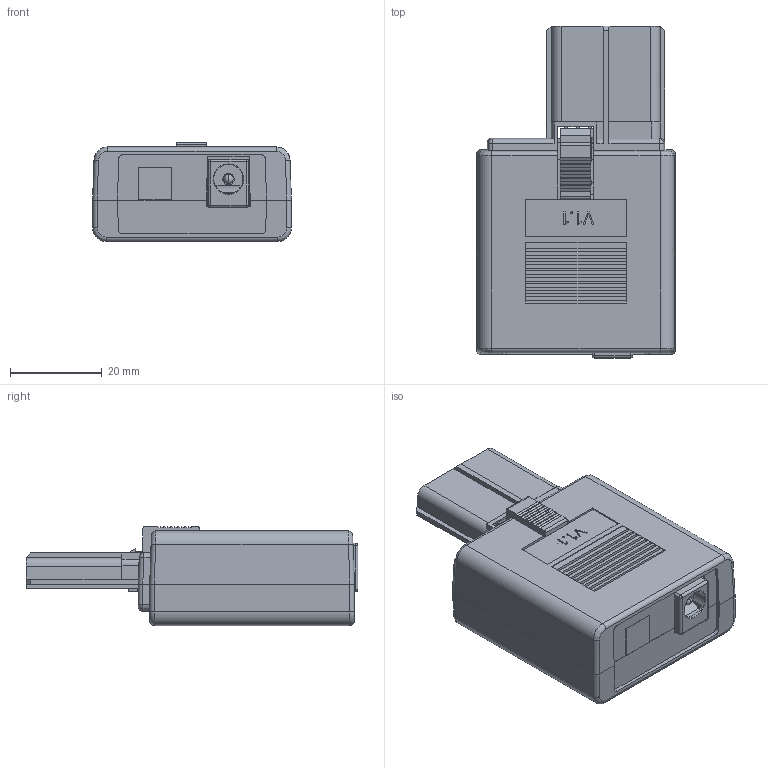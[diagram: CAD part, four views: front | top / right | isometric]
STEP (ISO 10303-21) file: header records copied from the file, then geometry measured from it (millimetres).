
FILE_DESCRIPTION((''),'2;1');
FILE_NAME('ASSTS04','2024-10-28T',(''),(''),'PRO/ENGINEER BY PARAMETRIC TECHNOLOGY CORPORATION, 2003250','PRO/ENGINEER BY PARAMETRIC TECHNOLOGY CORPORATION, 2003250','');
FILE_SCHEMA(('CONFIG_CONTROL_DESIGN'));
Length unit declared in the file: millimetre
Products named in the file (22): TOP_09; BOTTOM_01; 22759-SPKT-NO; LABEL-WITH-DESIGN-VERSION_1; 90122-0928; FILLET5; BARREL_CONNECTOR; CENTER_PIN; CHAMFER2; FILLET4; TERMINAL_1_BRACE; DC_POWER_JACK_5_5MM_X_2_1MM_ANY_ASM; ASSEMBLY_-_DC_POWER_JACK_ASM; PIN; BARREL; SOLID3; RESISTOR_THT_0_25W_ASM; 1N4001_ASM; TOP_SLOT_PCB_01; ASSEMBLY_-_TOP_SLOT_PCB_ASM; REAR_COVER_00; ASSTS04
Assembly tree (21 placements, depth 5):
  ASSTS04
    TOP_09
    BOTTOM_01
    22759-SPKT-NO
    LABEL-WITH-DESIGN-VERSION_1
    ASSEMBLY_-_TOP_SLOT_PCB_ASM
      90122-0928
      ASSEMBLY_-_DC_POWER_JACK_ASM
        DC_POWER_JACK_5_5MM_X_2_1MM_ANY_ASM
          FILLET5
          BARREL_CONNECTOR
          CENTER_PIN
          CHAMFER2
          FILLET4
          TERMINAL_1_BRACE
      1N4001_ASM
        RESISTOR_THT_0_25W_ASM
          PIN
          BARREL
          SOLID3
      TOP_SLOT_PCB_01
    REAR_COVER_00
Bounding box: 43.41 x 72.48 x 21.66 mm (x, y, z)
Volume: 17824 mm3; surface area: 24821.2 mm2
Topology: 17 solids, 17 shells, 1499 faces, 3861 edges, 2451 vertices
Faces by surface type: plane 1180, cylinder 247, cone 20, sphere 17, torus 14, extrusion 11, bspline 10
Entity records: 50662 total; most frequent: CARTESIAN_POINT 13622, ORIENTED_EDGE 7684, DIRECTION 7261, EDGE_CURVE 3842, VECTOR 3233, LINE 3222, VERTEX_POINT 2451, AXIS2_PLACEMENT_3D 2014
